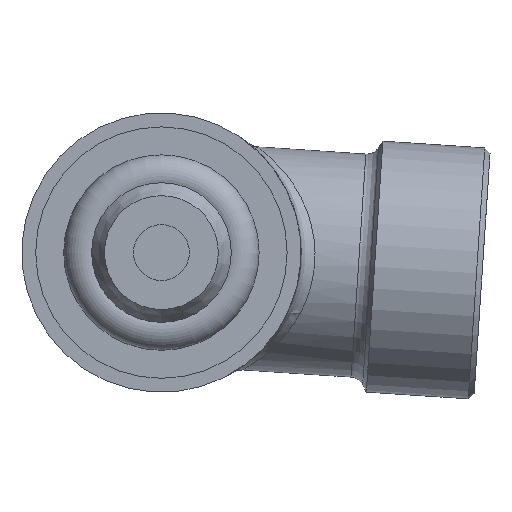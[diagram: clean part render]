
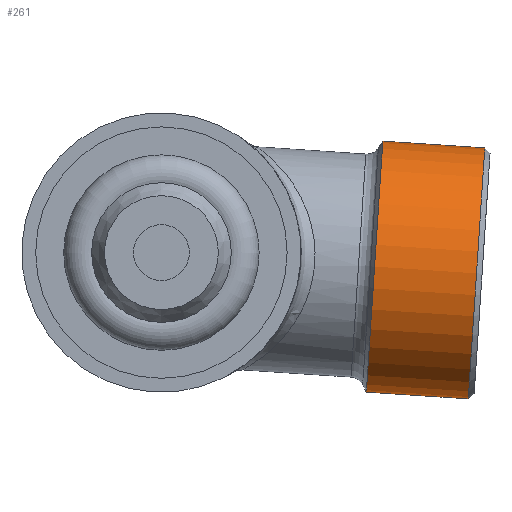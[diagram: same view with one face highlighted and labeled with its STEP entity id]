
A CAD part, front view. The second image highlights one B-rep face of the part: STEP entity #261.
In plain terms, the highlighted cylindrical face has radius 4.5 mm (diameter 9 mm), a full revolution.
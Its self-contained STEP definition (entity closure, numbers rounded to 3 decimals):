
#230=CARTESIAN_POINT('',(11.572,11.0,3.746));
#231=VERTEX_POINT('',#230);
#232=CARTESIAN_POINT('',(11.275,11.0,-0.744));
#233=DIRECTION('',(-0.998,0.,0.066));
#234=DIRECTION('',(0.066,0.,0.998));
#235=AXIS2_PLACEMENT_3D('',#232,#233,#234);
#236=CIRCLE('',#235,4.5);
#237=EDGE_CURVE('',#231,#231,#236,.T.);
#242=CARTESIAN_POINT('',(-1.204,11.0,0.079));
#243=DIRECTION('',(-0.998,0.,0.066));
#244=DIRECTION('',(0.066,0.,0.998));
#245=AXIS2_PLACEMENT_3D('',#242,#243,#244);
#246=CYLINDRICAL_SURFACE('',#245,4.5);
#247=ORIENTED_EDGE('',*,*,#237,.T.);
#248=EDGE_LOOP('',(#247));
#249=FACE_OUTER_BOUND('',#248,.T.);
#250=CARTESIAN_POINT('',(7.924,11.0,3.987));
#251=VERTEX_POINT('',#250);
#252=CARTESIAN_POINT('',(7.628,11.0,-0.503));
#253=DIRECTION('',(0.998,0.,-0.066));
#254=DIRECTION('',(-0.066,0.,-0.998));
#255=AXIS2_PLACEMENT_3D('',#252,#253,#254);
#256=CIRCLE('',#255,4.5);
#257=EDGE_CURVE('',#251,#251,#256,.T.);
#258=ORIENTED_EDGE('',*,*,#257,.T.);
#259=EDGE_LOOP('',(#258));
#260=FACE_BOUND('',#259,.T.);
#261=ADVANCED_FACE('',(#249,#260),#246,.T.);
